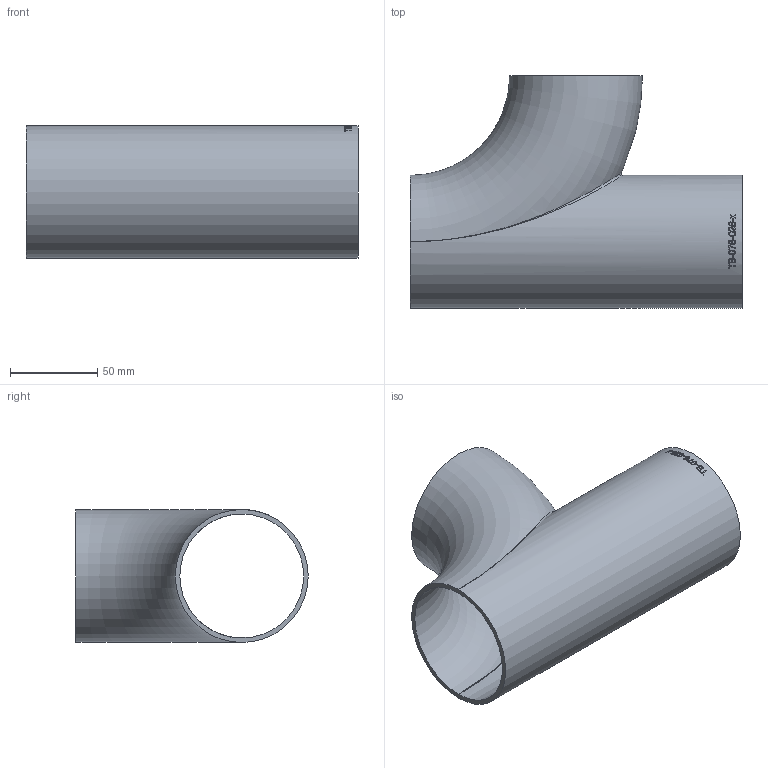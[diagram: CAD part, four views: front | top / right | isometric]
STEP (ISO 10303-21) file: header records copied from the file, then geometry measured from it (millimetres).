
FILE_DESCRIPTION (( 'STEP AP214' ), '1' );
FILE_NAME ('TB-076-026-x T-Bogen 2005.STEP', '2020-05-18T11:38:09', ( '' ), ( '' ), 'SwSTEP 2.0', 'SolidWorks 2019', '' );
FILE_SCHEMA (( 'AUTOMOTIVE_DESIGN' ));
Length unit declared in the file: millimetre
Products named in the file (1): TB-076-026-x T-Bogen 2005
Bounding box: 190 x 133.05 x 76.1 mm (x, y, z)
Volume: 143765.8 mm3; surface area: 112872 mm2
Topology: 1 solids, 1 shells, 157 faces, 412 edges, 269 vertices
Faces by surface type: bspline 90, plane 44, cylinder 21, torus 2
Full cylindrical faces by diameter (mm): 70.9 x1, 76.1 x1
Entity records: 20900 total; most frequent: CARTESIAN_POINT 16323, ORIENTED_EDGE 786, EDGE_CURVE 393, DIRECTION 313, B_SPLINE_CURVE_WITH_KNOTS 272, VERTEX_POINT 262, EDGE_LOOP 179, FACE_OUTER_BOUND 158
